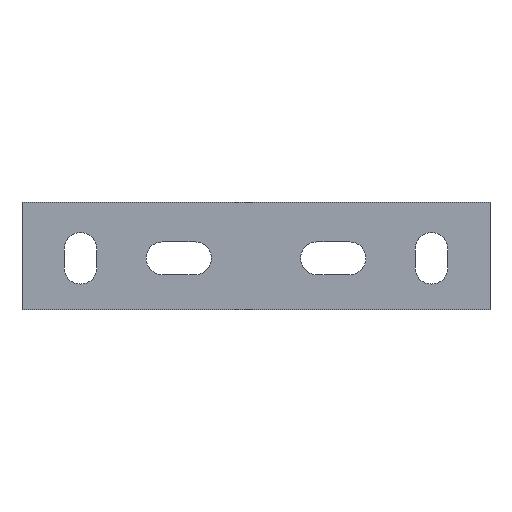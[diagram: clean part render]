
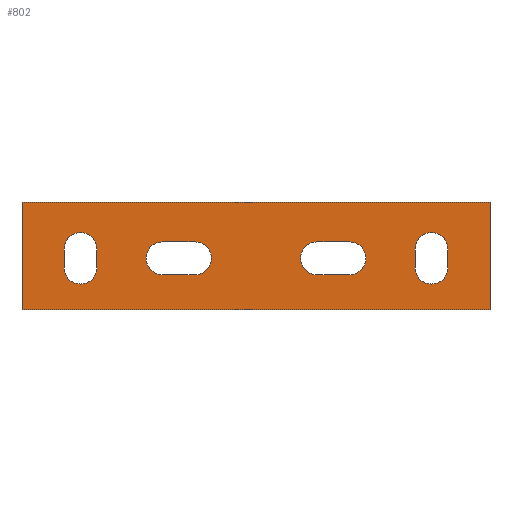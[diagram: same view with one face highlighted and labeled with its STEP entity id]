
A CAD part, left-side view. The second image highlights one B-rep face of the part: STEP entity #802.
In plain terms, the highlighted planar face has unit normal (-1, 0, 0).
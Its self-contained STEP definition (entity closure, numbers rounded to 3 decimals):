
#85=DIRECTION('',(0.,0.,1.));
#86=VECTOR('',#85,23.);
#87=CARTESIAN_POINT('',(0.,-50.,-23.));
#88=LINE('',#87,#86);
#93=DIRECTION('',(0.,-1.,0.));
#94=VECTOR('',#93,100.);
#95=CARTESIAN_POINT('',(0.,50.,0.));
#96=LINE('',#95,#94);
#97=CARTESIAN_POINT('',(0.,20.,-12.));
#98=DIRECTION('',(1.,0.,0.));
#99=DIRECTION('',(0.,0.,-1.));
#100=AXIS2_PLACEMENT_3D('',#97,#98,#99);
#102=DIRECTION('',(0.,1.,0.));
#103=VECTOR('',#102,7.);
#104=CARTESIAN_POINT('',(0.,13.,-15.5));
#105=LINE('',#104,#103);
#106=CARTESIAN_POINT('',(0.,13.,-12.));
#107=DIRECTION('',(1.,0.,0.));
#108=DIRECTION('',(0.,0.,1.));
#109=AXIS2_PLACEMENT_3D('',#106,#107,#108);
#111=DIRECTION('',(0.,-1.,0.));
#112=VECTOR('',#111,7.);
#113=CARTESIAN_POINT('',(0.,20.,-8.5));
#114=LINE('',#113,#112);
#115=CARTESIAN_POINT('',(0.,37.5,-10.));
#116=DIRECTION('',(1.,0.,0.));
#117=DIRECTION('',(0.,1.,0.));
#118=AXIS2_PLACEMENT_3D('',#115,#116,#117);
#120=CARTESIAN_POINT('',(0.,37.5,-14.));
#121=DIRECTION('',(1.,0.,0.));
#122=DIRECTION('',(0.,-1.,0.));
#123=AXIS2_PLACEMENT_3D('',#120,#121,#122);
#125=DIRECTION('',(0.,0.,-1.));
#126=VECTOR('',#125,4.);
#127=CARTESIAN_POINT('',(0.,34.,-10.));
#128=LINE('',#127,#126);
#129=DIRECTION('',(0.,-1.,0.));
#130=VECTOR('',#129,7.);
#131=CARTESIAN_POINT('',(0.,-13.,-8.5));
#132=LINE('',#131,#130);
#133=CARTESIAN_POINT('',(0.,-13.,-12.));
#134=DIRECTION('',(1.,0.,0.));
#135=DIRECTION('',(0.,0.,-1.));
#136=AXIS2_PLACEMENT_3D('',#133,#134,#135);
#138=DIRECTION('',(0.,1.,0.));
#139=VECTOR('',#138,7.);
#140=CARTESIAN_POINT('',(0.,-20.,-15.5));
#141=LINE('',#140,#139);
#142=CARTESIAN_POINT('',(0.,-20.,-12.));
#143=DIRECTION('',(1.,0.,0.));
#144=DIRECTION('',(0.,0.,1.));
#145=AXIS2_PLACEMENT_3D('',#142,#143,#144);
#147=CARTESIAN_POINT('',(0.,-37.5,-14.));
#148=DIRECTION('',(1.,0.,0.));
#149=DIRECTION('',(0.,-1.,0.));
#150=AXIS2_PLACEMENT_3D('',#147,#148,#149);
#152=DIRECTION('',(0.,0.,-1.));
#153=VECTOR('',#152,4.);
#154=CARTESIAN_POINT('',(0.,-41.,-10.));
#155=LINE('',#154,#153);
#156=CARTESIAN_POINT('',(0.,-37.5,-10.));
#157=DIRECTION('',(1.,0.,0.));
#158=DIRECTION('',(0.,1.,0.));
#159=AXIS2_PLACEMENT_3D('',#156,#157,#158);
#161=DIRECTION('',(0.,0.,-1.));
#162=VECTOR('',#161,23.);
#163=CARTESIAN_POINT('',(0.,50.,0.));
#164=LINE('',#163,#162);
#433=DIRECTION('',(0.,-1.,0.));
#434=VECTOR('',#433,100.);
#435=CARTESIAN_POINT('',(0.,50.,-23.));
#436=LINE('',#435,#434);
#473=DIRECTION('',(0.,0.,-1.));
#474=VECTOR('',#473,4.);
#475=CARTESIAN_POINT('',(0.,41.,-10.));
#476=LINE('',#475,#474);
#493=DIRECTION('',(0.,0.,-1.));
#494=VECTOR('',#493,4.);
#495=CARTESIAN_POINT('',(0.,-34.,-10.));
#496=LINE('',#495,#494);
#545=CARTESIAN_POINT('',(0.,20.,-15.5));
#546=CARTESIAN_POINT('',(0.,20.,-8.5));
#547=VERTEX_POINT('',#545);
#548=VERTEX_POINT('',#546);
#549=CARTESIAN_POINT('',(0.,13.,-8.5));
#550=VERTEX_POINT('',#549);
#551=CARTESIAN_POINT('',(0.,13.,-15.5));
#552=VERTEX_POINT('',#551);
#553=CARTESIAN_POINT('',(0.,41.,-10.));
#554=CARTESIAN_POINT('',(0.,34.,-10.));
#555=VERTEX_POINT('',#553);
#556=VERTEX_POINT('',#554);
#557=CARTESIAN_POINT('',(0.,34.,-14.));
#558=VERTEX_POINT('',#557);
#559=CARTESIAN_POINT('',(0.,41.,-14.));
#560=VERTEX_POINT('',#559);
#561=CARTESIAN_POINT('',(0.,-13.,-8.5));
#562=CARTESIAN_POINT('',(0.,-20.,-8.5));
#563=VERTEX_POINT('',#561);
#564=VERTEX_POINT('',#562);
#565=CARTESIAN_POINT('',(0.,-20.,-15.5));
#566=VERTEX_POINT('',#565);
#567=CARTESIAN_POINT('',(0.,-13.,-15.5));
#568=VERTEX_POINT('',#567);
#569=CARTESIAN_POINT('',(0.,-34.,-10.));
#570=CARTESIAN_POINT('',(0.,-34.,-14.));
#571=VERTEX_POINT('',#569);
#572=VERTEX_POINT('',#570);
#573=CARTESIAN_POINT('',(0.,-41.,-10.));
#574=VERTEX_POINT('',#573);
#575=CARTESIAN_POINT('',(0.,-41.,-14.));
#576=VERTEX_POINT('',#575);
#657=CARTESIAN_POINT('',(0.,50.,-23.));
#659=VERTEX_POINT('',#657);
#661=CARTESIAN_POINT('',(0.,-50.,-23.));
#663=VERTEX_POINT('',#661);
#669=CARTESIAN_POINT('',(0.,50.,0.));
#670=CARTESIAN_POINT('',(0.,-50.,0.));
#671=VERTEX_POINT('',#669);
#672=VERTEX_POINT('',#670);
#748=CARTESIAN_POINT('',(0.,0.,-23.));
#749=DIRECTION('',(-1.,0.,0.));
#750=DIRECTION('',(0.,0.,1.));
#751=AXIS2_PLACEMENT_3D('',#748,#749,#750);
#752=PLANE('',#751);
#754=ORIENTED_EDGE('',*,*,#753,.F.);
#756=ORIENTED_EDGE('',*,*,#755,.T.);
#757=ORIENTED_EDGE('',*,*,#734,.F.);
#759=ORIENTED_EDGE('',*,*,#758,.F.);
#760=EDGE_LOOP('',(#754,#756,#757,#759));
#761=FACE_OUTER_BOUND('',#760,.F.);
#763=ORIENTED_EDGE('',*,*,#762,.F.);
#765=ORIENTED_EDGE('',*,*,#764,.F.);
#767=ORIENTED_EDGE('',*,*,#766,.F.);
#769=ORIENTED_EDGE('',*,*,#768,.F.);
#770=EDGE_LOOP('',(#763,#765,#767,#769));
#771=FACE_BOUND('',#770,.F.);
#773=ORIENTED_EDGE('',*,*,#772,.F.);
#775=ORIENTED_EDGE('',*,*,#774,.T.);
#777=ORIENTED_EDGE('',*,*,#776,.F.);
#779=ORIENTED_EDGE('',*,*,#778,.F.);
#780=EDGE_LOOP('',(#773,#775,#777,#779));
#781=FACE_BOUND('',#780,.F.);
#783=ORIENTED_EDGE('',*,*,#782,.F.);
#785=ORIENTED_EDGE('',*,*,#784,.F.);
#787=ORIENTED_EDGE('',*,*,#786,.F.);
#789=ORIENTED_EDGE('',*,*,#788,.F.);
#790=EDGE_LOOP('',(#783,#785,#787,#789));
#791=FACE_BOUND('',#790,.F.);
#793=ORIENTED_EDGE('',*,*,#792,.T.);
#795=ORIENTED_EDGE('',*,*,#794,.F.);
#797=ORIENTED_EDGE('',*,*,#796,.F.);
#799=ORIENTED_EDGE('',*,*,#798,.F.);
#800=EDGE_LOOP('',(#793,#795,#797,#799));
#801=FACE_BOUND('',#800,.F.);
#802=ADVANCED_FACE('',(#761,#771,#781,#791,#801),#752,.T.);
#101=CIRCLE('',#100,3.5);
#110=CIRCLE('',#109,3.5);
#119=CIRCLE('',#118,3.5);
#124=CIRCLE('',#123,3.5);
#137=CIRCLE('',#136,3.5);
#146=CIRCLE('',#145,3.5);
#151=CIRCLE('',#150,3.5);
#160=CIRCLE('',#159,3.5);
#734=EDGE_CURVE('',#663,#672,#88,.T.);
#753=EDGE_CURVE('',#671,#659,#164,.T.);
#755=EDGE_CURVE('',#671,#672,#96,.T.);
#758=EDGE_CURVE('',#659,#663,#436,.T.);
#762=EDGE_CURVE('',#547,#548,#101,.T.);
#764=EDGE_CURVE('',#552,#547,#105,.T.);
#766=EDGE_CURVE('',#550,#552,#110,.T.);
#768=EDGE_CURVE('',#548,#550,#114,.T.);
#772=EDGE_CURVE('',#555,#556,#119,.T.);
#774=EDGE_CURVE('',#555,#560,#476,.T.);
#776=EDGE_CURVE('',#558,#560,#124,.T.);
#778=EDGE_CURVE('',#556,#558,#128,.T.);
#782=EDGE_CURVE('',#563,#564,#132,.T.);
#784=EDGE_CURVE('',#568,#563,#137,.T.);
#786=EDGE_CURVE('',#566,#568,#141,.T.);
#788=EDGE_CURVE('',#564,#566,#146,.T.);
#792=EDGE_CURVE('',#571,#572,#496,.T.);
#794=EDGE_CURVE('',#576,#572,#151,.T.);
#796=EDGE_CURVE('',#574,#576,#155,.T.);
#798=EDGE_CURVE('',#571,#574,#160,.T.);
